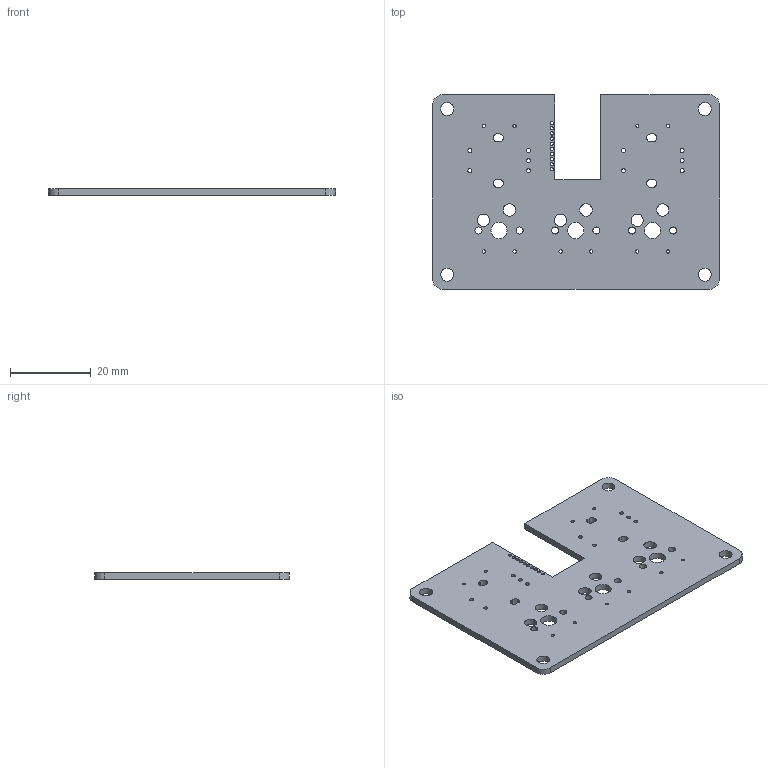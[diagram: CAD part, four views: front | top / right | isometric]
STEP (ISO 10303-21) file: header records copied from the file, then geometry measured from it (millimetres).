
FILE_DESCRIPTION(/* description */ (''),/* implementation_level */ '2;1');
FILE_NAME(/* name */ 'QuillPCB.step',/* time_stamp */ '2023-12-27T21:37:44-08:00',/* author */ (''),/* organization */ (''),/* preprocessor_version */ 'ST-DEVELOPER v20',/* originating_system */ 'Autodesk Translation Framework v12.14.0.127',/* authorisation */ '');
FILE_SCHEMA (('AUTOMOTIVE_DESIGN { 1 0 10303 214 3 1 1 }'));
Length unit declared in the file: millimetre
Products named in the file (1): PCB
Bounding box: 71.05 x 48.1 x 1.6 mm (x, y, z)
Volume: 4816.9 mm3; surface area: 6909.4 mm2
Topology: 1 solids, 1 shells, 79 faces, 231 edges, 154 vertices
Faces by surface type: cylinder 61, plane 18
Full cylindrical faces by diameter (mm): 0.8 x20, 1 x10, 1.75 x6, 3.05 x6, 3.2 x4, 4 x3
Entity records: 2958 total; most frequent: DIRECTION 513, CARTESIAN_POINT 465, ORIENTED_EDGE 462, EDGE_CURVE 231, AXIS2_PLACEMENT_3D 202, EDGE_LOOP 185, VERTEX_POINT 154, CIRCLE 122
